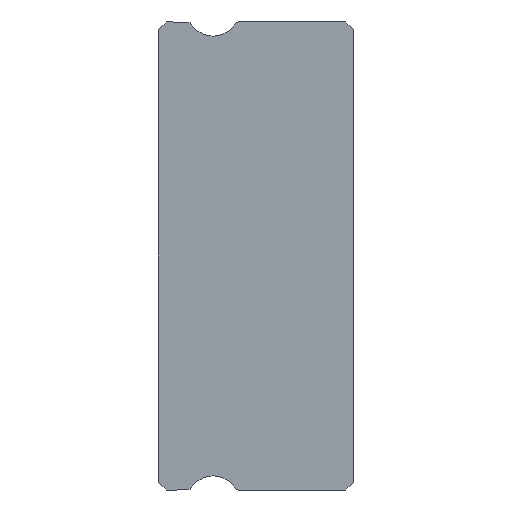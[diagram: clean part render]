
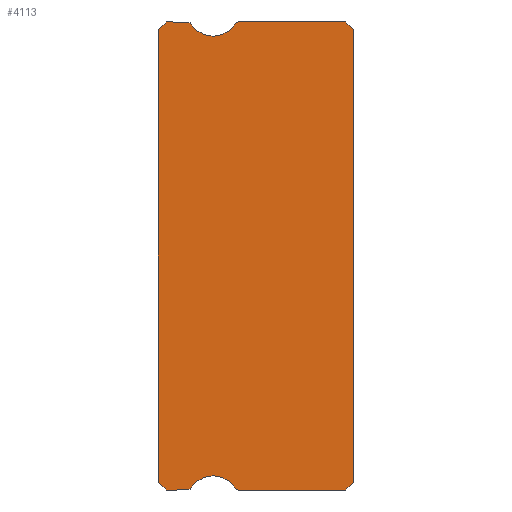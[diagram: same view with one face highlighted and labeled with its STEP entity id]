
A CAD part, left-side view. The second image highlights one B-rep face of the part: STEP entity #4113.
In plain terms, the highlighted planar face has unit normal (-1, 0, 0).
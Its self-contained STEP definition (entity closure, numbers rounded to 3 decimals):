
#27 = VERTEX_POINT ( 'NONE', #662 ) ;
#53 = ORIENTED_EDGE ( 'NONE', *, *, #2108, .F. ) ;
#54 = DIRECTION ( 'NONE',  ( 0., -1., 0. ) ) ;
#120 = AXIS2_PLACEMENT_3D ( 'NONE', #997, #1829, #3517 ) ;
#244 = DIRECTION ( 'NONE',  ( 0., -0.707, -0.707 ) ) ;
#262 = AXIS2_PLACEMENT_3D ( 'NONE', #1288, #570, #1694 ) ;
#272 = VECTOR ( 'NONE', #3531, 1000. ) ;
#320 = ORIENTED_EDGE ( 'NONE', *, *, #994, .F. ) ;
#342 = CARTESIAN_POINT ( 'NONE',  ( -15., 4.419, 9. ) ) ;
#387 = ORIENTED_EDGE ( 'NONE', *, *, #5424, .F. ) ;
#483 = VERTEX_POINT ( 'NONE', #1323 ) ;
#506 = ORIENTED_EDGE ( 'NONE', *, *, #1418, .T. ) ;
#547 = DIRECTION ( 'NONE',  ( 0., 0.707, -0.707 ) ) ;
#567 = DIRECTION ( 'NONE',  ( 0., 0., -1. ) ) ;
#570 = DIRECTION ( 'NONE',  ( 1., 0., 0. ) ) ;
#662 = CARTESIAN_POINT ( 'NONE',  ( -15., 0.3, 9. ) ) ;
#739 = VERTEX_POINT ( 'NONE', #3201 ) ;
#905 = LINE ( 'NONE', #5108, #272 ) ;
#994 = EDGE_CURVE ( 'NONE', #27, #739, #4018, .T. ) ;
#997 = CARTESIAN_POINT ( 'NONE',  ( -15., 4.419, -8.85 ) ) ;
#1047 = VERTEX_POINT ( 'NONE', #2043 ) ;
#1074 = AXIS2_PLACEMENT_3D ( 'NONE', #3607, #4410, #3165 ) ;
#1112 = VERTEX_POINT ( 'NONE', #3878 ) ;
#1135 = ORIENTED_EDGE ( 'NONE', *, *, #2446, .F. ) ;
#1205 = LINE ( 'NONE', #1619, #4060 ) ;
#1210 = CARTESIAN_POINT ( 'NONE',  ( -15., 5.4, -9.45 ) ) ;
#1225 = CARTESIAN_POINT ( 'NONE',  ( -15., 7.2, -9. ) ) ;
#1227 = CARTESIAN_POINT ( 'NONE',  ( -15., 0., 8.7 ) ) ;
#1243 = LINE ( 'NONE', #1325, #2158 ) ;
#1246 = EDGE_CURVE ( 'NONE', #4394, #2524, #4264, .T. ) ;
#1288 = CARTESIAN_POINT ( 'NONE',  ( -15., 4.419, 8.85 ) ) ;
#1323 = CARTESIAN_POINT ( 'NONE',  ( -15., 4.419, -9. ) ) ;
#1325 = CARTESIAN_POINT ( 'NONE',  ( -15., 6.381, -9. ) ) ;
#1334 = CIRCLE ( 'NONE', #5189, 1. ) ;
#1353 = CARTESIAN_POINT ( 'NONE',  ( -15., 6.381, 9. ) ) ;
#1418 = EDGE_CURVE ( 'NONE', #3880, #2524, #1243, .T. ) ;
#1430 = FACE_OUTER_BOUND ( 'NONE', #3918, .T. ) ;
#1477 = DIRECTION ( 'NONE',  ( 0., 0., -1. ) ) ;
#1481 = EDGE_CURVE ( 'NONE', #1112, #2023, #2217, .T. ) ;
#1486 = PLANE ( 'NONE',  #1074 ) ;
#1619 = CARTESIAN_POINT ( 'NONE',  ( -15., 6.381, -9. ) ) ;
#1622 = VECTOR ( 'NONE', #2629, 1000. ) ;
#1633 = VECTOR ( 'NONE', #244, 1000. ) ;
#1694 = DIRECTION ( 'NONE',  ( 0., 0., -1. ) ) ;
#1797 = CIRCLE ( 'NONE', #4881, 1. ) ;
#1829 = DIRECTION ( 'NONE',  ( 1., 0., 0. ) ) ;
#1906 = EDGE_CURVE ( 'NONE', #1047, #3620, #1797, .T. ) ;
#1965 = CARTESIAN_POINT ( 'NONE',  ( -15., 7.5, 8.7 ) ) ;
#2021 = CARTESIAN_POINT ( 'NONE',  ( -15., 7.5, -8.7 ) ) ;
#2023 = VERTEX_POINT ( 'NONE', #1965 ) ;
#2043 = CARTESIAN_POINT ( 'NONE',  ( -15., 5.4, 8.45 ) ) ;
#2108 = EDGE_CURVE ( 'NONE', #3494, #2023, #4523, .T. ) ;
#2123 = LINE ( 'NONE', #1227, #3212 ) ;
#2144 = ORIENTED_EDGE ( 'NONE', *, *, #4367, .F. ) ;
#2146 = DIRECTION ( 'NONE',  ( 0., -1., 0. ) ) ;
#2158 = VECTOR ( 'NONE', #54, 1000. ) ;
#2217 = LINE ( 'NONE', #2705, #1622 ) ;
#2220 = ORIENTED_EDGE ( 'NONE', *, *, #4027, .F. ) ;
#2226 = CARTESIAN_POINT ( 'NONE',  ( -15., 4.547, 8.928 ) ) ;
#2249 = EDGE_CURVE ( 'NONE', #3501, #739, #2123, .T. ) ;
#2255 = CARTESIAN_POINT ( 'NONE',  ( -15., 0.3, -9. ) ) ;
#2264 = DIRECTION ( 'NONE',  ( 0., 0., -1. ) ) ;
#2446 = EDGE_CURVE ( 'NONE', #3842, #3688, #2858, .T. ) ;
#2524 = VERTEX_POINT ( 'NONE', #3407 ) ;
#2595 = CARTESIAN_POINT ( 'NONE',  ( -15., 0., -8.7 ) ) ;
#2615 = LINE ( 'NONE', #3495, #4836 ) ;
#2629 = DIRECTION ( 'NONE',  ( 0., 0.707, -0.707 ) ) ;
#2661 = CARTESIAN_POINT ( 'NONE',  ( -15., 4.547, -8.928 ) ) ;
#2695 = EDGE_CURVE ( 'NONE', #483, #5063, #4265, .T. ) ;
#2705 = CARTESIAN_POINT ( 'NONE',  ( -15., 7.5, 8.7 ) ) ;
#2708 = ORIENTED_EDGE ( 'NONE', *, *, #3939, .F. ) ;
#2816 = EDGE_CURVE ( 'NONE', #3494, #3880, #4183, .T. ) ;
#2836 = VECTOR ( 'NONE', #547, 1000. ) ;
#2858 = CIRCLE ( 'NONE', #3655, 0.15 ) ;
#2896 = CARTESIAN_POINT ( 'NONE',  ( -15., 0., -8.7 ) ) ;
#3029 = CARTESIAN_POINT ( 'NONE',  ( -15., 6.381, 8.85 ) ) ;
#3044 = CARTESIAN_POINT ( 'NONE',  ( -15., 7.2, -9. ) ) ;
#3074 = VERTEX_POINT ( 'NONE', #342 ) ;
#3096 = DIRECTION ( 'NONE',  ( 0., 0., -1. ) ) ;
#3123 = AXIS2_PLACEMENT_3D ( 'NONE', #3632, #4864, #1477 ) ;
#3127 = ORIENTED_EDGE ( 'NONE', *, *, #2816, .T. ) ;
#3165 = DIRECTION ( 'NONE',  ( 0., 0., -1. ) ) ;
#3201 = CARTESIAN_POINT ( 'NONE',  ( -15., 0., 8.7 ) ) ;
#3212 = VECTOR ( 'NONE', #3749, 1000. ) ;
#3229 = CARTESIAN_POINT ( 'NONE',  ( -15., 0.3, 9. ) ) ;
#3270 = EDGE_CURVE ( 'NONE', #3842, #1112, #905, .T. ) ;
#3358 = DIRECTION ( 'NONE',  ( 0., -0.707, -0.707 ) ) ;
#3377 = ORIENTED_EDGE ( 'NONE', *, *, #1481, .T. ) ;
#3407 = CARTESIAN_POINT ( 'NONE',  ( -15., 6.381, -9. ) ) ;
#3445 = CARTESIAN_POINT ( 'NONE',  ( -15., 5.4, 9.45 ) ) ;
#3494 = VERTEX_POINT ( 'NONE', #2021 ) ;
#3495 = CARTESIAN_POINT ( 'NONE',  ( -15., 6.381, 9. ) ) ;
#3501 = VERTEX_POINT ( 'NONE', #2896 ) ;
#3513 = ORIENTED_EDGE ( 'NONE', *, *, #3270, .T. ) ;
#3517 = DIRECTION ( 'NONE',  ( 0., 0., -1. ) ) ;
#3520 = CIRCLE ( 'NONE', #262, 0.15 ) ;
#3531 = DIRECTION ( 'NONE',  ( 0., 1., 0. ) ) ;
#3607 = CARTESIAN_POINT ( 'NONE',  ( -15., 6.381, 8.85 ) ) ;
#3620 = VERTEX_POINT ( 'NONE', #2226 ) ;
#3632 = CARTESIAN_POINT ( 'NONE',  ( -15., 6.381, -8.85 ) ) ;
#3655 = AXIS2_PLACEMENT_3D ( 'NONE', #3029, #4347, #567 ) ;
#3688 = VERTEX_POINT ( 'NONE', #5294 ) ;
#3700 = DIRECTION ( 'NONE',  ( 0., 0., -1. ) ) ;
#3749 = DIRECTION ( 'NONE',  ( 0., 0., 1. ) ) ;
#3842 = VERTEX_POINT ( 'NONE', #1353 ) ;
#3878 = CARTESIAN_POINT ( 'NONE',  ( -15., 7.2, 9. ) ) ;
#3880 = VERTEX_POINT ( 'NONE', #3044 ) ;
#3918 = EDGE_LOOP ( 'NONE', ( #53, #3127, #506, #4597, #387, #4003, #4659, #2220, #4308, #320, #4569, #2144, #4283, #2708, #1135, #3513, #3377 ) ) ;
#3939 = EDGE_CURVE ( 'NONE', #3688, #1047, #1334, .T. ) ;
#4003 = ORIENTED_EDGE ( 'NONE', *, *, #2695, .F. ) ;
#4018 = LINE ( 'NONE', #3229, #1633 ) ;
#4027 = EDGE_CURVE ( 'NONE', #3501, #5047, #4715, .T. ) ;
#4048 = DIRECTION ( 'NONE',  ( 0., 0., 1. ) ) ;
#4060 = VECTOR ( 'NONE', #5360, 1000. ) ;
#4113 = ADVANCED_FACE ( 'NONE', ( #1430 ), #1486, .F. ) ;
#4183 = LINE ( 'NONE', #1225, #5216 ) ;
#4251 = EDGE_CURVE ( 'NONE', #5047, #483, #1205, .T. ) ;
#4264 = CIRCLE ( 'NONE', #3123, 0.15 ) ;
#4265 = CIRCLE ( 'NONE', #120, 0.15 ) ;
#4266 = CARTESIAN_POINT ( 'NONE',  ( -15., 6.253, -8.928 ) ) ;
#4283 = ORIENTED_EDGE ( 'NONE', *, *, #1906, .F. ) ;
#4308 = ORIENTED_EDGE ( 'NONE', *, *, #2249, .T. ) ;
#4347 = DIRECTION ( 'NONE',  ( 1., 0., 0. ) ) ;
#4367 = EDGE_CURVE ( 'NONE', #3620, #3074, #3520, .T. ) ;
#4394 = VERTEX_POINT ( 'NONE', #4266 ) ;
#4410 = DIRECTION ( 'NONE',  ( 1., 0., 0. ) ) ;
#4468 = CARTESIAN_POINT ( 'NONE',  ( -15., 7.5, 8.85 ) ) ;
#4523 = LINE ( 'NONE', #4468, #4619 ) ;
#4569 = ORIENTED_EDGE ( 'NONE', *, *, #4823, .F. ) ;
#4597 = ORIENTED_EDGE ( 'NONE', *, *, #1246, .F. ) ;
#4619 = VECTOR ( 'NONE', #4048, 1000. ) ;
#4659 = ORIENTED_EDGE ( 'NONE', *, *, #4251, .F. ) ;
#4671 = CIRCLE ( 'NONE', #5447, 1. ) ;
#4715 = LINE ( 'NONE', #2595, #2836 ) ;
#4761 = DIRECTION ( 'NONE',  ( -1., 0., 0. ) ) ;
#4823 = EDGE_CURVE ( 'NONE', #3074, #27, #2615, .T. ) ;
#4836 = VECTOR ( 'NONE', #2146, 1000. ) ;
#4864 = DIRECTION ( 'NONE',  ( 1., 0., 0. ) ) ;
#4881 = AXIS2_PLACEMENT_3D ( 'NONE', #3445, #4761, #2264 ) ;
#4986 = DIRECTION ( 'NONE',  ( -1., 0., 0. ) ) ;
#5047 = VERTEX_POINT ( 'NONE', #2255 ) ;
#5063 = VERTEX_POINT ( 'NONE', #2661 ) ;
#5108 = CARTESIAN_POINT ( 'NONE',  ( -15., 7.2, 9. ) ) ;
#5161 = DIRECTION ( 'NONE',  ( -1., 0., 0. ) ) ;
#5189 = AXIS2_PLACEMENT_3D ( 'NONE', #5194, #5161, #3096 ) ;
#5194 = CARTESIAN_POINT ( 'NONE',  ( -15., 5.4, 9.45 ) ) ;
#5216 = VECTOR ( 'NONE', #3358, 1000. ) ;
#5294 = CARTESIAN_POINT ( 'NONE',  ( -15., 6.253, 8.928 ) ) ;
#5360 = DIRECTION ( 'NONE',  ( 0., 1., 0. ) ) ;
#5424 = EDGE_CURVE ( 'NONE', #5063, #4394, #4671, .T. ) ;
#5447 = AXIS2_PLACEMENT_3D ( 'NONE', #1210, #4986, #3700 ) ;
